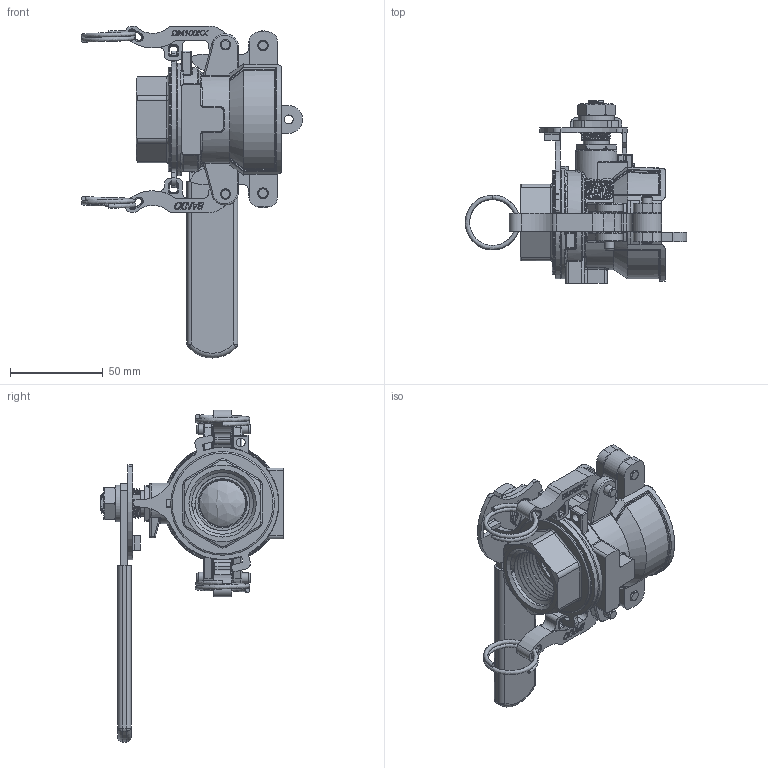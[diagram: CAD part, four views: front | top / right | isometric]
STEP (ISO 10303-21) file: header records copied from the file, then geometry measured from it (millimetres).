
FILE_DESCRIPTION(/* description */ ('1" SS FP FEMALE x FEMALE BSPP w/FKM SEALS'),/* implementation_level */ '2;1');
FILE_NAME(/* name */ 'DM100DBSS.stp',/* time_stamp */ '2023-03-08T15:44:45-05:00',/* author */ ('ALR'),/* organization */ (''),/* preprocessor_version */ 'ST-DEVELOPER v18.1',/* originating_system */ 'Autodesk Inventor 2022',/* authorisation */ '');
FILE_SCHEMA (('AUTOMOTIVE_DESIGN { 1 0 10303 214 3 1 1 }'));
Products named in the file (30): DM100DBSS; DM10151SS; DM10281; VSS10020; VSS10021; VSS10060; VSS10159; VSS10160F; VSS10160M; VSS10204; VSS10255; VSS10258; DM100K; 100RING; DM100KX; DM10254FSS; DM10254FSSX; DM10154SS; DM10153FSS; DM10294A; DM10289SS; DM10288SS; DM10258; DM10256BSS; DM100PL; DM10312; 100P; DM10311; DM10314; DM10300
Assembly tree (35 placements, depth 3):
  DM100DBSS
    100P  x2
    DM10151SS
    DM10281  x2
    VSS10020
    VSS10021
    VSS10060
    VSS10159
    VSS10160F
    VSS10160M
    VSS10204
    VSS10255
    VSS10258
    DM100K  x2
      100RING
      DM100KX
    DM10254FSS
      DM10254FSSX
    DM10154SS
    DM10153FSS
    DM10294A
    DM10289SS
    DM10288SS
    DM10258
    DM10256BSS
    DM100PL
      DM10312
      100P  x2
      DM10311
      DM10314
      DM10300  x2
Bounding box: 119.34 x 98.53 x 179.01 mm (x, y, z)
Volume: 199020.8 mm3; surface area: 127833.4 mm2
Topology: 37 solids, 37 shells, 2918 faces, 7523 edges, 4866 vertices
Faces by surface type: plane 1244, bspline 799, cylinder 628, cone 113, torus 86, sphere 48
Full cylindrical faces by diameter (mm): 0.254 x2, 3.175 x3, 4.762 x1, 4.775 x1, 5.512 x4, 5.537 x4, 5.563 x4, 5.588 x3, 5.715 x2, 5.791 x2, 6.223 x4, 9.728 x1, 10.973 x2, 11.024 x1, 11.125 x1, 11.227 x1, 11.836 x1, 13.655 x2, 13.97 x1, 14.224 x1, 14.326 x2, 14.351 x1, 14.961 x1, 15.748 x4, 15.85 x1, 16.256 x1, 21.996 x1, 24.765 x1, 24.892 x1, 25.222 x1
Entity records: 103046 total; most frequent: CARTESIAN_POINT 44257, ORIENTED_EDGE 13034, DIRECTION 9887, EDGE_CURVE 6517, VERTEX_POINT 4218, LINE 3329, VECTOR 3329, AXIS2_PLACEMENT_3D 3279
